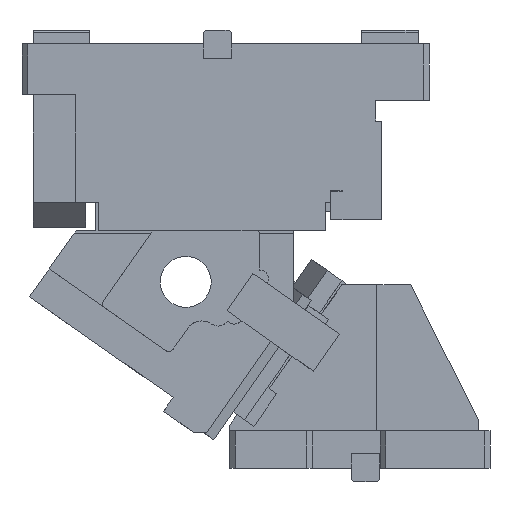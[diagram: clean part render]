
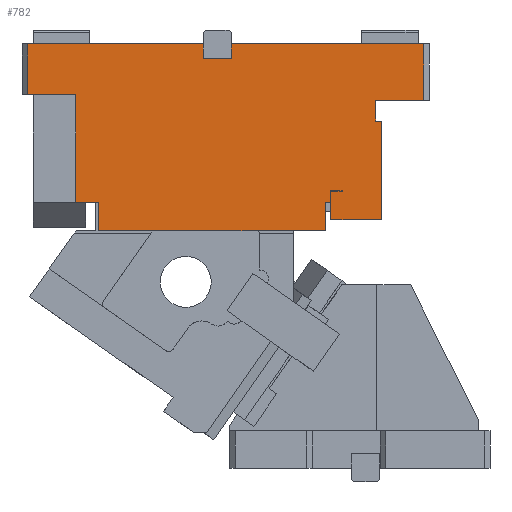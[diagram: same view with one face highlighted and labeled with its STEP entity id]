
A CAD part, left-side view. The second image highlights one B-rep face of the part: STEP entity #782.
In plain terms, the highlighted planar face has unit normal (-1, 0, 0).
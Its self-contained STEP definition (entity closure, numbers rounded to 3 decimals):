
#70=CARTESIAN_POINT('Vertex',(344.651,2287.856,115.245)) ;
#73=CARTESIAN_POINT('Line Origine',(344.651,2287.856,109.995)) ;
#77=CARTESIAN_POINT('Vertex',(344.651,2287.856,104.745)) ;
#108=CARTESIAN_POINT('Vertex',(344.651,2277.356,115.245)) ;
#111=CARTESIAN_POINT('Line Origine',(344.651,2282.606,115.245)) ;
#141=CARTESIAN_POINT('Vertex',(344.651,2277.356,114.745)) ;
#144=CARTESIAN_POINT('Line Origine',(344.651,2277.356,114.995)) ;
#594=CARTESIAN_POINT('Line Origine',(344.651,2290.106,104.745)) ;
#598=CARTESIAN_POINT('Vertex',(344.651,2292.356,104.745)) ;
#613=CARTESIAN_POINT('Axis2P3D Location',(344.651,2390.512,176.441)) ;
#618=CARTESIAN_POINT('Line Origine',(344.651,2226.439,195.)) ;
#622=CARTESIAN_POINT('Vertex',(344.651,2247.689,195.)) ;
#624=CARTESIAN_POINT('Vertex',(344.651,2205.189,195.)) ;
#627=CARTESIAN_POINT('Line Origine',(344.651,2205.189,220.)) ;
#631=CARTESIAN_POINT('Vertex',(344.651,2205.189,245.)) ;
#634=CARTESIAN_POINT('Line Origine',(344.651,2290.189,245.)) ;
#638=CARTESIAN_POINT('Vertex',(344.651,2375.189,245.)) ;
#641=CARTESIAN_POINT('Line Origine',(344.651,2375.189,238.5)) ;
#645=CARTESIAN_POINT('Vertex',(344.651,2375.189,232.)) ;
#648=CARTESIAN_POINT('Line Origine',(344.651,2387.689,232.)) ;
#652=CARTESIAN_POINT('Vertex',(344.651,2400.189,232.)) ;
#655=CARTESIAN_POINT('Line Origine',(344.651,2400.189,238.5)) ;
#659=CARTESIAN_POINT('Vertex',(344.651,2400.189,245.)) ;
#662=CARTESIAN_POINT('Line Origine',(344.651,2477.689,245.)) ;
#666=CARTESIAN_POINT('Vertex',(344.651,2555.189,245.)) ;
#669=CARTESIAN_POINT('Line Origine',(344.651,2555.189,222.5)) ;
#673=CARTESIAN_POINT('Vertex',(344.651,2555.189,200.)) ;
#676=CARTESIAN_POINT('Line Origine',(344.651,2533.939,200.)) ;
#680=CARTESIAN_POINT('Vertex',(344.651,2512.689,200.)) ;
#683=CARTESIAN_POINT('Line Origine',(344.651,2512.689,152.373)) ;
#687=CARTESIAN_POINT('Vertex',(344.651,2512.689,104.745)) ;
#690=CARTESIAN_POINT('Line Origine',(344.651,2502.523,104.745)) ;
#694=CARTESIAN_POINT('Vertex',(344.651,2492.356,104.745)) ;
#697=CARTESIAN_POINT('Line Origine',(344.651,2492.356,92.245)) ;
#701=CARTESIAN_POINT('Vertex',(344.651,2492.356,79.745)) ;
#704=CARTESIAN_POINT('Line Origine',(344.651,2392.356,79.745)) ;
#708=CARTESIAN_POINT('Vertex',(344.651,2292.356,79.745)) ;
#711=CARTESIAN_POINT('Line Origine',(344.651,2292.356,92.245)) ;
#716=CARTESIAN_POINT('Line Origine',(344.651,2282.356,114.745)) ;
#720=CARTESIAN_POINT('Vertex',(344.651,2287.356,114.745)) ;
#723=CARTESIAN_POINT('Line Origine',(344.651,2287.356,102.245)) ;
#727=CARTESIAN_POINT('Vertex',(344.651,2287.356,89.745)) ;
#730=CARTESIAN_POINT('Line Origine',(344.651,2264.856,89.745)) ;
#734=CARTESIAN_POINT('Vertex',(344.651,2242.356,89.745)) ;
#737=CARTESIAN_POINT('Line Origine',(344.651,2242.356,133.245)) ;
#741=CARTESIAN_POINT('Vertex',(344.651,2242.356,176.745)) ;
#744=CARTESIAN_POINT('Line Origine',(344.651,2245.023,176.745)) ;
#748=CARTESIAN_POINT('Vertex',(344.651,2247.689,176.745)) ;
#751=CARTESIAN_POINT('Line Origine',(344.651,2247.689,185.873)) ;
#74=DIRECTION('Vector Direction',(0.,0.,1.)) ;
#112=DIRECTION('Vector Direction',(0.,-1.,0.)) ;
#145=DIRECTION('Vector Direction',(0.,0.,-1.)) ;
#595=DIRECTION('Vector Direction',(0.,-1.,0.)) ;
#614=DIRECTION('Axis2P3D Direction',(-1.,0.,0.)) ;
#615=DIRECTION('Axis2P3D XDirection',(0.,1.,0.)) ;
#619=DIRECTION('Vector Direction',(0.,-1.,0.)) ;
#628=DIRECTION('Vector Direction',(0.,0.,-1.)) ;
#635=DIRECTION('Vector Direction',(0.,-1.,0.)) ;
#642=DIRECTION('Vector Direction',(0.,0.,-1.)) ;
#649=DIRECTION('Vector Direction',(0.,1.,0.)) ;
#656=DIRECTION('Vector Direction',(0.,0.,1.)) ;
#663=DIRECTION('Vector Direction',(0.,-1.,0.)) ;
#670=DIRECTION('Vector Direction',(0.,0.,1.)) ;
#677=DIRECTION('Vector Direction',(0.,-1.,0.)) ;
#684=DIRECTION('Vector Direction',(0.,0.,1.)) ;
#691=DIRECTION('Vector Direction',(0.,1.,0.)) ;
#698=DIRECTION('Vector Direction',(0.,0.,1.)) ;
#705=DIRECTION('Vector Direction',(0.,-1.,0.)) ;
#712=DIRECTION('Vector Direction',(0.,0.,1.)) ;
#717=DIRECTION('Vector Direction',(0.,-1.,0.)) ;
#724=DIRECTION('Vector Direction',(0.,0.,-1.)) ;
#731=DIRECTION('Vector Direction',(0.,1.,0.)) ;
#738=DIRECTION('Vector Direction',(0.,0.,1.)) ;
#745=DIRECTION('Vector Direction',(0.,1.,0.)) ;
#752=DIRECTION('Vector Direction',(0.,0.,-1.)) ;
#616=AXIS2_PLACEMENT_3D('Plane Axis2P3D',#613,#614,#615) ;
#757=ORIENTED_EDGE('',*,*,#626,.T.) ;
#758=ORIENTED_EDGE('',*,*,#633,.F.) ;
#759=ORIENTED_EDGE('',*,*,#640,.F.) ;
#760=ORIENTED_EDGE('',*,*,#647,.T.) ;
#761=ORIENTED_EDGE('',*,*,#654,.T.) ;
#762=ORIENTED_EDGE('',*,*,#661,.T.) ;
#763=ORIENTED_EDGE('',*,*,#668,.F.) ;
#764=ORIENTED_EDGE('',*,*,#675,.F.) ;
#765=ORIENTED_EDGE('',*,*,#682,.T.) ;
#766=ORIENTED_EDGE('',*,*,#689,.F.) ;
#767=ORIENTED_EDGE('',*,*,#696,.F.) ;
#768=ORIENTED_EDGE('',*,*,#703,.F.) ;
#769=ORIENTED_EDGE('',*,*,#710,.T.) ;
#770=ORIENTED_EDGE('',*,*,#715,.T.) ;
#771=ORIENTED_EDGE('',*,*,#600,.T.) ;
#772=ORIENTED_EDGE('',*,*,#79,.T.) ;
#773=ORIENTED_EDGE('',*,*,#115,.T.) ;
#774=ORIENTED_EDGE('',*,*,#148,.T.) ;
#775=ORIENTED_EDGE('',*,*,#722,.F.) ;
#776=ORIENTED_EDGE('',*,*,#729,.T.) ;
#777=ORIENTED_EDGE('',*,*,#736,.F.) ;
#778=ORIENTED_EDGE('',*,*,#743,.T.) ;
#779=ORIENTED_EDGE('',*,*,#750,.T.) ;
#780=ORIENTED_EDGE('',*,*,#755,.F.) ;
#75=VECTOR('Line Direction',#74,1.) ;
#113=VECTOR('Line Direction',#112,1.) ;
#146=VECTOR('Line Direction',#145,1.) ;
#596=VECTOR('Line Direction',#595,1.) ;
#620=VECTOR('Line Direction',#619,1.) ;
#629=VECTOR('Line Direction',#628,1.) ;
#636=VECTOR('Line Direction',#635,1.) ;
#643=VECTOR('Line Direction',#642,1.) ;
#650=VECTOR('Line Direction',#649,1.) ;
#657=VECTOR('Line Direction',#656,1.) ;
#664=VECTOR('Line Direction',#663,1.) ;
#671=VECTOR('Line Direction',#670,1.) ;
#678=VECTOR('Line Direction',#677,1.) ;
#685=VECTOR('Line Direction',#684,1.) ;
#692=VECTOR('Line Direction',#691,1.) ;
#699=VECTOR('Line Direction',#698,1.) ;
#706=VECTOR('Line Direction',#705,1.) ;
#713=VECTOR('Line Direction',#712,1.) ;
#718=VECTOR('Line Direction',#717,1.) ;
#725=VECTOR('Line Direction',#724,1.) ;
#732=VECTOR('Line Direction',#731,1.) ;
#739=VECTOR('Line Direction',#738,1.) ;
#746=VECTOR('Line Direction',#745,1.) ;
#753=VECTOR('Line Direction',#752,1.) ;
#782=ADVANCED_FACE('CAM HOLDER',(#781),#617,.T.) ;
#79=EDGE_CURVE('',#78,#71,#76,.T.) ;
#115=EDGE_CURVE('',#71,#109,#114,.T.) ;
#148=EDGE_CURVE('',#109,#142,#147,.T.) ;
#600=EDGE_CURVE('',#599,#78,#597,.T.) ;
#626=EDGE_CURVE('',#623,#625,#621,.T.) ;
#633=EDGE_CURVE('',#632,#625,#630,.T.) ;
#640=EDGE_CURVE('',#639,#632,#637,.T.) ;
#647=EDGE_CURVE('',#639,#646,#644,.T.) ;
#654=EDGE_CURVE('',#646,#653,#651,.T.) ;
#661=EDGE_CURVE('',#653,#660,#658,.T.) ;
#668=EDGE_CURVE('',#667,#660,#665,.T.) ;
#675=EDGE_CURVE('',#674,#667,#672,.T.) ;
#682=EDGE_CURVE('',#674,#681,#679,.T.) ;
#689=EDGE_CURVE('',#688,#681,#686,.T.) ;
#696=EDGE_CURVE('',#695,#688,#693,.T.) ;
#703=EDGE_CURVE('',#702,#695,#700,.T.) ;
#710=EDGE_CURVE('',#702,#709,#707,.T.) ;
#715=EDGE_CURVE('',#709,#599,#714,.T.) ;
#722=EDGE_CURVE('',#721,#142,#719,.T.) ;
#729=EDGE_CURVE('',#721,#728,#726,.T.) ;
#736=EDGE_CURVE('',#735,#728,#733,.T.) ;
#743=EDGE_CURVE('',#735,#742,#740,.T.) ;
#750=EDGE_CURVE('',#742,#749,#747,.T.) ;
#755=EDGE_CURVE('',#623,#749,#754,.T.) ;
#756=EDGE_LOOP('',(#757,#758,#759,#760,#761,#762,#763,#764,#765,#766,#767,#768,#769,#770,#771,#772,#773,#774,#775,#776,#777,#778,#779,#780)) ;
#781=FACE_OUTER_BOUND('',#756,.T.) ;
#76=LINE('Line',#73,#75) ;
#114=LINE('Line',#111,#113) ;
#147=LINE('Line',#144,#146) ;
#597=LINE('Line',#594,#596) ;
#621=LINE('Line',#618,#620) ;
#630=LINE('Line',#627,#629) ;
#637=LINE('Line',#634,#636) ;
#644=LINE('Line',#641,#643) ;
#651=LINE('Line',#648,#650) ;
#658=LINE('Line',#655,#657) ;
#665=LINE('Line',#662,#664) ;
#672=LINE('Line',#669,#671) ;
#679=LINE('Line',#676,#678) ;
#686=LINE('Line',#683,#685) ;
#693=LINE('Line',#690,#692) ;
#700=LINE('Line',#697,#699) ;
#707=LINE('Line',#704,#706) ;
#714=LINE('Line',#711,#713) ;
#719=LINE('Line',#716,#718) ;
#726=LINE('Line',#723,#725) ;
#733=LINE('Line',#730,#732) ;
#740=LINE('Line',#737,#739) ;
#747=LINE('Line',#744,#746) ;
#754=LINE('Line',#751,#753) ;
#617=PLANE('Plane',#616) ;
#71=VERTEX_POINT('',#70) ;
#78=VERTEX_POINT('',#77) ;
#109=VERTEX_POINT('',#108) ;
#142=VERTEX_POINT('',#141) ;
#599=VERTEX_POINT('',#598) ;
#623=VERTEX_POINT('',#622) ;
#625=VERTEX_POINT('',#624) ;
#632=VERTEX_POINT('',#631) ;
#639=VERTEX_POINT('',#638) ;
#646=VERTEX_POINT('',#645) ;
#653=VERTEX_POINT('',#652) ;
#660=VERTEX_POINT('',#659) ;
#667=VERTEX_POINT('',#666) ;
#674=VERTEX_POINT('',#673) ;
#681=VERTEX_POINT('',#680) ;
#688=VERTEX_POINT('',#687) ;
#695=VERTEX_POINT('',#694) ;
#702=VERTEX_POINT('',#701) ;
#709=VERTEX_POINT('',#708) ;
#721=VERTEX_POINT('',#720) ;
#728=VERTEX_POINT('',#727) ;
#735=VERTEX_POINT('',#734) ;
#742=VERTEX_POINT('',#741) ;
#749=VERTEX_POINT('',#748) ;
